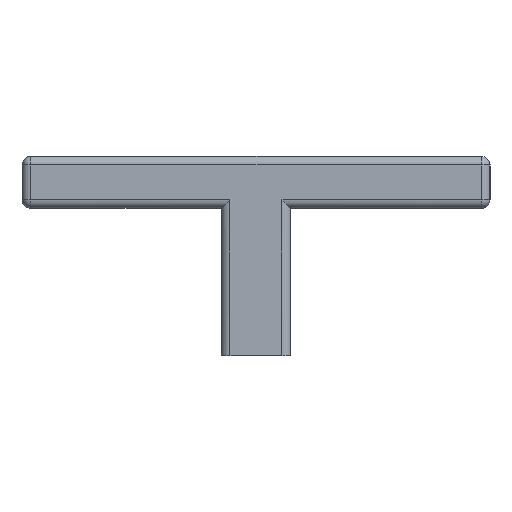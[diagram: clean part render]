
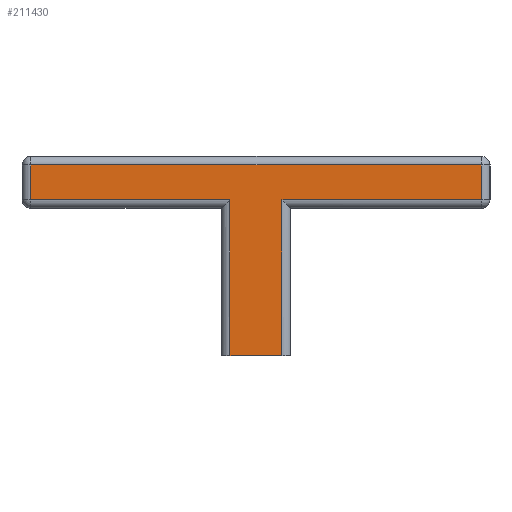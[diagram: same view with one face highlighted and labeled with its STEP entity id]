
A CAD part, left-side view. The second image highlights one B-rep face of the part: STEP entity #211430.
In plain terms, the highlighted planar face has unit normal (-1, 0, 0).
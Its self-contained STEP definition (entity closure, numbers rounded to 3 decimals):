
#86640=CARTESIAN_POINT('',(-68.,-26.,-1.));
#86650=VERTEX_POINT('',#86640);
#86680=CARTESIAN_POINT('',(-68.,0.,-1.));
#86690=DIRECTION('',(0.,1.,0.));
#86700=VECTOR('',#86690,1.);
#86710=LINE('',#86680,#86700);
#86720=CARTESIAN_POINT('',(-68.,26.,-1.));
#86730=VERTEX_POINT('',#86720);
#86740=EDGE_CURVE('',#86650,#86730,#86710,.T.);
#196700=CARTESIAN_POINT('',(-68.,26.,-5.));
#196710=VERTEX_POINT('',#196700);
#196740=CARTESIAN_POINT('',(-68.,0.,-5.));
#196750=DIRECTION('',(0.,1.,0.));
#196760=VECTOR('',#196750,1.);
#196770=LINE('',#196740,#196760);
#196780=CARTESIAN_POINT('',(-68.,3.,-5.));
#196790=VERTEX_POINT('',#196780);
#196800=EDGE_CURVE('',#196790,#196710,#196770,.T.);
#197680=CARTESIAN_POINT('',(-68.,-26.,-5.));
#197690=VERTEX_POINT('',#197680);
#201280=CARTESIAN_POINT('',(-68.,-3.,-5.));
#201290=VERTEX_POINT('',#201280);
#201300=EDGE_CURVE('',#197690,#201290,#196770,.T.);
#209120=CARTESIAN_POINT('',(-68.,-26.,0.));
#209130=DIRECTION('',(0.,0.,-1.));
#209140=VECTOR('',#209130,1.);
#209150=LINE('',#209120,#209140);
#209160=EDGE_CURVE('',#86650,#197690,#209150,.T.);
#209350=CARTESIAN_POINT('',(-68.,26.,0.));
#209360=DIRECTION('',(0.,0.,-1.));
#209370=VECTOR('',#209360,1.);
#209380=LINE('',#209350,#209370);
#209390=EDGE_CURVE('',#86730,#196710,#209380,.T.);
#210800=CARTESIAN_POINT('',(-68.,3.,-2.));
#210810=DIRECTION('',(0.,0.,-1.));
#210820=VECTOR('',#210810,1.);
#210830=LINE('',#210800,#210820);
#210840=CARTESIAN_POINT('',(-68.,3.,-23.));
#210850=VERTEX_POINT('',#210840);
#210860=EDGE_CURVE('',#196790,#210850,#210830,.T.);
#211100=CARTESIAN_POINT('',(-68.,-3.,-23.));
#211110=VERTEX_POINT('',#211100);
#211140=CARTESIAN_POINT('',(-68.,-3.,-2.));
#211150=DIRECTION('',(0.,0.,1.));
#211160=VECTOR('',#211150,1.);
#211170=LINE('',#211140,#211160);
#211180=EDGE_CURVE('',#211110,#201290,#211170,.T.);
#211230=CARTESIAN_POINT('',(-68.,-4.,-2.));
#211240=DIRECTION('',(-1.,0.,0.));
#211250=DIRECTION('',(0.,-1.,0.));
#211260=AXIS2_PLACEMENT_3D('',#211230,#211240,#211250);
#211270=PLANE('',#211260);
#211280=ORIENTED_EDGE('',*,*,#210860,.T.);
#211290=ORIENTED_EDGE('',*,*,#196800,.F.);
#211300=ORIENTED_EDGE('',*,*,#209390,.T.);
#211310=ORIENTED_EDGE('',*,*,#86740,.T.);
#211320=ORIENTED_EDGE('',*,*,#209160,.F.);
#211330=ORIENTED_EDGE('',*,*,#201300,.F.);
#211340=ORIENTED_EDGE('',*,*,#211180,.T.);
#211350=CARTESIAN_POINT('',(-68.,0.,-23.));
#211360=DIRECTION('',(0.,1.,0.));
#211370=VECTOR('',#211360,1.);
#211380=LINE('',#211350,#211370);
#211390=EDGE_CURVE('',#211110,#210850,#211380,.T.);
#211400=ORIENTED_EDGE('',*,*,#211390,.F.);
#211410=EDGE_LOOP('',(#211400,#211340,#211330,#211320,#211310,#211300,
#211290,#211280));
#211420=FACE_OUTER_BOUND('',#211410,.T.);
#211430=ADVANCED_FACE('',(#211420),#211270,.T.);
